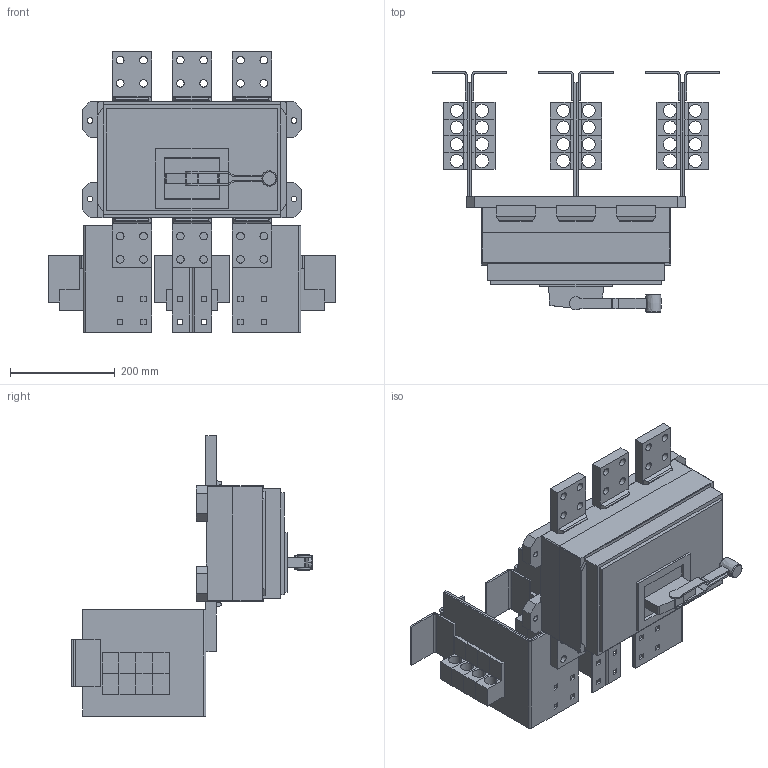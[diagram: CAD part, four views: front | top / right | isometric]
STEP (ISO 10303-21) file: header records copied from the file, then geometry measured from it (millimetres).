
FILE_DESCRIPTION(('starvars output'),'2;1');
FILE_NAME('RLTB_3D.stp','11:02:39 2020/04/02',( 'Thomas Industrial Network Germany GmbH'),( 'Thomas Industrial Network Germany GmbH'),'unknown preprocess','ACIS' ,'unknown authorization');
FILE_SCHEMA(('CONFIG_CONTROL_DESIGN {UNKNOWN IMPLEMENTATION LEVEL}'));
Length unit declared in the file: millimetre
Products named in the file (1): PRODUCT_ID_1
Bounding box: 550.54 x 461.4 x 536.05 mm (x, y, z)
Volume: 16616187 mm3; surface area: 1296500.4 mm2
Topology: 1 solids, 1 shells, 686 faces, 1823 edges, 1192 vertices
Faces by surface type: plane 490, cylinder 158, sphere 24, cone 8, torus 4, bspline 2
Entity records: 20007 total; most frequent: ORIENTED_EDGE 3646, CARTESIAN_POINT 3441, DIRECTION 3056, EDGE_CURVE 1823, VECTOR 1340, LINE 1340, VERTEX_POINT 1192, AXIS2_PLACEMENT_3D 858
